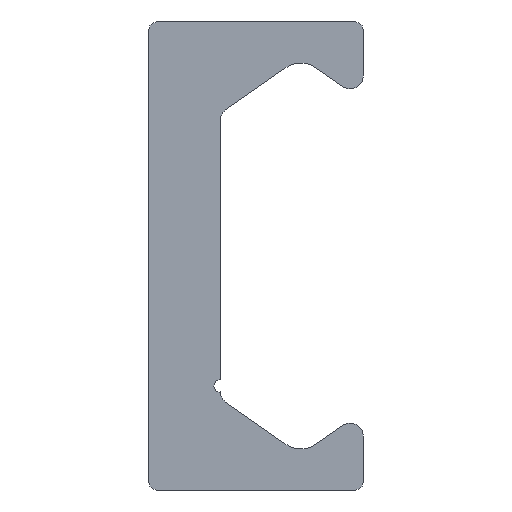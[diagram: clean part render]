
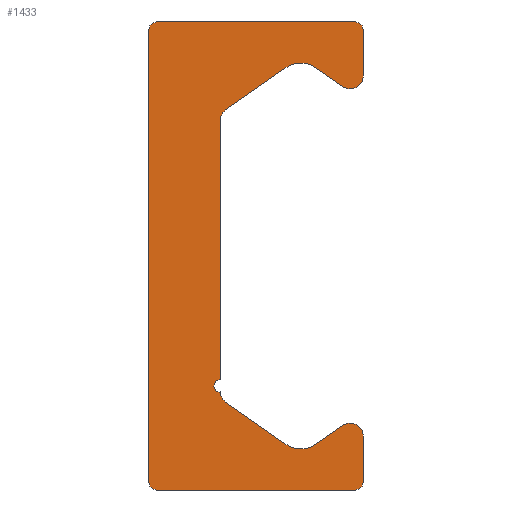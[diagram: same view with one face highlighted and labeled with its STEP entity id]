
A CAD part, left-side view. The second image highlights one B-rep face of the part: STEP entity #1433.
In plain terms, the highlighted planar face has unit normal (-1, 0, 0).
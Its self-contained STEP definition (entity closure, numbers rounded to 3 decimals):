
#559=CARTESIAN_POINT('',(0.0,1.375,5.214));
#560=VERTEX_POINT('',#559);
#567=CARTESIAN_POINT('',(0.0,1.375,-4.75));
#568=VERTEX_POINT('',#567);
#569=CARTESIAN_POINT('',(0.0,1.375,5.214));
#570=DIRECTION('',(0.0,0.0,-1.0));
#571=VECTOR('',#570,9.964);
#572=LINE('',#569,#571);
#573=EDGE_CURVE('',#560,#568,#572,.T.);
#724=CARTESIAN_POINT('',(0.0,3.825,-9.));
#725=VERTEX_POINT('',#724);
#732=CARTESIAN_POINT('',(0.0,4.125,-8.7));
#733=VERTEX_POINT('',#732);
#734=CARTESIAN_POINT('',(0.0,3.825,-8.7));
#735=DIRECTION('',(1.0,0.0,0.0));
#736=DIRECTION('',(0.0,0.0,-1.0));
#737=AXIS2_PLACEMENT_3D('',#734,#735,#736);
#738=CIRCLE('',#737,0.3);
#739=EDGE_CURVE('',#725,#733,#738,.T.);
#763=CARTESIAN_POINT('',(0.0,-3.825,-9.));
#764=VERTEX_POINT('',#763);
#771=CARTESIAN_POINT('',(0.0,-3.825,-9.));
#772=DIRECTION('',(0.0,1.0,0.0));
#773=VECTOR('',#772,7.65);
#774=LINE('',#771,#773);
#775=EDGE_CURVE('',#764,#725,#774,.T.);
#795=CARTESIAN_POINT('',(0.0,-4.125,-8.7));
#796=VERTEX_POINT('',#795);
#803=CARTESIAN_POINT('',(0.0,-3.825,-8.7));
#804=DIRECTION('',(1.0,0.0,0.0));
#805=DIRECTION('',(0.0,-1.0,0.0));
#806=AXIS2_PLACEMENT_3D('',#803,#804,#805);
#807=CIRCLE('',#806,0.3);
#808=EDGE_CURVE('',#796,#764,#807,.T.);
#827=CARTESIAN_POINT('',(0.0,-4.125,-6.925));
#828=VERTEX_POINT('',#827);
#835=CARTESIAN_POINT('',(0.0,-4.125,-6.925));
#836=DIRECTION('',(0.0,0.0,-1.0));
#837=VECTOR('',#836,1.775);
#838=LINE('',#835,#837);
#839=EDGE_CURVE('',#828,#796,#838,.T.);
#859=CARTESIAN_POINT('',(0.0,-3.338,-6.515));
#860=VERTEX_POINT('',#859);
#867=CARTESIAN_POINT('',(0.0,-3.625,-6.925));
#868=DIRECTION('',(1.0,0.0,0.0));
#869=DIRECTION('',(0.0,0.574,0.819));
#870=AXIS2_PLACEMENT_3D('',#867,#868,#869);
#871=CIRCLE('',#870,0.5);
#872=EDGE_CURVE('',#860,#828,#871,.T.);
#891=CARTESIAN_POINT('',(0.0,-2.299,-7.243));
#892=VERTEX_POINT('',#891);
#899=CARTESIAN_POINT('',(0.0,-2.299,-7.243));
#900=DIRECTION('',(0.0,-0.819,0.574));
#901=VECTOR('',#900,1.269);
#902=LINE('',#899,#901);
#903=EDGE_CURVE('',#892,#860,#902,.T.);
#923=CARTESIAN_POINT('',(0.0,-1.151,-7.243));
#924=VERTEX_POINT('',#923);
#931=CARTESIAN_POINT('',(0.0,-1.725,-6.424));
#932=DIRECTION('',(-1.0,0.0,0.0));
#933=DIRECTION('',(0.0,0.574,0.819));
#934=AXIS2_PLACEMENT_3D('',#931,#932,#933);
#935=CIRCLE('',#934,1.0);
#936=EDGE_CURVE('',#924,#892,#935,.T.);
#955=CARTESIAN_POINT('',(0.0,1.162,-5.624));
#956=VERTEX_POINT('',#955);
#963=CARTESIAN_POINT('',(0.0,1.162,-5.624));
#964=DIRECTION('',(0.0,-0.819,-0.574));
#965=VECTOR('',#964,2.824);
#966=LINE('',#963,#965);
#967=EDGE_CURVE('',#956,#924,#966,.T.);
#987=CARTESIAN_POINT('',(0.0,1.375,-5.214));
#988=VERTEX_POINT('',#987);
#995=CARTESIAN_POINT('',(0.0,0.875,-5.214));
#996=DIRECTION('',(-1.0,0.0,0.0));
#997=DIRECTION('',(0.0,-0.574,0.819));
#998=AXIS2_PLACEMENT_3D('',#995,#996,#997);
#999=CIRCLE('',#998,0.5);
#1000=EDGE_CURVE('',#988,#956,#999,.T.);
#1019=CARTESIAN_POINT('',(0.0,1.375,-5.25));
#1020=VERTEX_POINT('',#1019);
#1027=CARTESIAN_POINT('',(0.0,1.375,-5.25));
#1028=DIRECTION('',(0.0,0.0,1.0));
#1029=VECTOR('',#1028,0.036);
#1030=LINE('',#1027,#1029);
#1031=EDGE_CURVE('',#1020,#988,#1030,.T.);
#1058=CARTESIAN_POINT('',(0.0,1.375,-5.0));
#1059=DIRECTION('',(-1.0,0.0,0.0));
#1060=DIRECTION('',(0.0,0.0,1.0));
#1061=AXIS2_PLACEMENT_3D('',#1058,#1059,#1060);
#1062=CIRCLE('',#1061,0.25);
#1063=EDGE_CURVE('',#568,#1020,#1062,.T.);
#1083=CARTESIAN_POINT('',(0.0,1.162,5.624));
#1084=VERTEX_POINT('',#1083);
#1091=CARTESIAN_POINT('',(0.0,0.875,5.214));
#1092=DIRECTION('',(-1.0,0.0,0.0));
#1093=DIRECTION('',(0.0,-1.0,0.0));
#1094=AXIS2_PLACEMENT_3D('',#1091,#1092,#1093);
#1095=CIRCLE('',#1094,0.5);
#1096=EDGE_CURVE('',#1084,#560,#1095,.T.);
#1115=CARTESIAN_POINT('',(0.0,-1.151,7.243));
#1116=VERTEX_POINT('',#1115);
#1123=CARTESIAN_POINT('',(0.0,-1.151,7.243));
#1124=DIRECTION('',(0.0,0.819,-0.574));
#1125=VECTOR('',#1124,2.824);
#1126=LINE('',#1123,#1125);
#1127=EDGE_CURVE('',#1116,#1084,#1126,.T.);
#1147=CARTESIAN_POINT('',(0.0,-2.299,7.243));
#1148=VERTEX_POINT('',#1147);
#1155=CARTESIAN_POINT('',(0.0,-1.725,6.424));
#1156=DIRECTION('',(-1.0,0.0,0.0));
#1157=DIRECTION('',(0.0,-0.574,-0.819));
#1158=AXIS2_PLACEMENT_3D('',#1155,#1156,#1157);
#1159=CIRCLE('',#1158,1.0);
#1160=EDGE_CURVE('',#1148,#1116,#1159,.T.);
#1179=CARTESIAN_POINT('',(0.0,-3.338,6.515));
#1180=VERTEX_POINT('',#1179);
#1187=CARTESIAN_POINT('',(0.0,-3.338,6.515));
#1188=DIRECTION('',(0.0,0.819,0.574));
#1189=VECTOR('',#1188,1.269);
#1190=LINE('',#1187,#1189);
#1191=EDGE_CURVE('',#1180,#1148,#1190,.T.);
#1211=CARTESIAN_POINT('',(0.0,-4.125,6.925));
#1212=VERTEX_POINT('',#1211);
#1219=CARTESIAN_POINT('',(0.0,-3.625,6.925));
#1220=DIRECTION('',(1.0,0.0,0.0));
#1221=DIRECTION('',(0.0,-1.0,0.0));
#1222=AXIS2_PLACEMENT_3D('',#1219,#1220,#1221);
#1223=CIRCLE('',#1222,0.5);
#1224=EDGE_CURVE('',#1212,#1180,#1223,.T.);
#1243=CARTESIAN_POINT('',(0.0,-4.125,8.7));
#1244=VERTEX_POINT('',#1243);
#1251=CARTESIAN_POINT('',(0.0,-4.125,8.7));
#1252=DIRECTION('',(0.0,0.0,-1.0));
#1253=VECTOR('',#1252,1.775);
#1254=LINE('',#1251,#1253);
#1255=EDGE_CURVE('',#1244,#1212,#1254,.T.);
#1275=CARTESIAN_POINT('',(0.0,-3.825,9.));
#1276=VERTEX_POINT('',#1275);
#1283=CARTESIAN_POINT('',(0.0,-3.825,8.7));
#1284=DIRECTION('',(1.0,0.0,0.0));
#1285=DIRECTION('',(0.0,0.0,1.0));
#1286=AXIS2_PLACEMENT_3D('',#1283,#1284,#1285);
#1287=CIRCLE('',#1286,0.3);
#1288=EDGE_CURVE('',#1276,#1244,#1287,.T.);
#1307=CARTESIAN_POINT('',(0.0,3.825,9.));
#1308=VERTEX_POINT('',#1307);
#1315=CARTESIAN_POINT('',(0.0,3.825,9.));
#1316=DIRECTION('',(0.0,-1.0,0.0));
#1317=VECTOR('',#1316,7.65);
#1318=LINE('',#1315,#1317);
#1319=EDGE_CURVE('',#1308,#1276,#1318,.T.);
#1339=CARTESIAN_POINT('',(0.0,4.125,8.7));
#1340=VERTEX_POINT('',#1339);
#1347=CARTESIAN_POINT('',(0.0,3.825,8.7));
#1348=DIRECTION('',(1.0,0.0,0.0));
#1349=DIRECTION('',(0.0,1.0,0.0));
#1350=AXIS2_PLACEMENT_3D('',#1347,#1348,#1349);
#1351=CIRCLE('',#1350,0.3);
#1352=EDGE_CURVE('',#1340,#1308,#1351,.T.);
#1370=CARTESIAN_POINT('',(0.0,4.125,-8.7));
#1371=DIRECTION('',(0.0,0.0,1.0));
#1372=VECTOR('',#1371,17.4);
#1373=LINE('',#1370,#1372);
#1374=EDGE_CURVE('',#733,#1340,#1373,.T.);
#1404=CARTESIAN_POINT('',(0.0,0.856,-0.029));
#1405=DIRECTION('',(1.0,0.0,0.0));
#1406=DIRECTION('',(0.0,0.0,-1.0));
#1407=AXIS2_PLACEMENT_3D('',#1404,#1405,#1406);
#1408=PLANE('',#1407);
#1409=ORIENTED_EDGE('',*,*,#1374,.F.);
#1410=ORIENTED_EDGE('',*,*,#739,.F.);
#1411=ORIENTED_EDGE('',*,*,#775,.F.);
#1412=ORIENTED_EDGE('',*,*,#808,.F.);
#1413=ORIENTED_EDGE('',*,*,#839,.F.);
#1414=ORIENTED_EDGE('',*,*,#872,.F.);
#1415=ORIENTED_EDGE('',*,*,#903,.F.);
#1416=ORIENTED_EDGE('',*,*,#936,.F.);
#1417=ORIENTED_EDGE('',*,*,#967,.F.);
#1418=ORIENTED_EDGE('',*,*,#1000,.F.);
#1419=ORIENTED_EDGE('',*,*,#1031,.F.);
#1420=ORIENTED_EDGE('',*,*,#1063,.F.);
#1421=ORIENTED_EDGE('',*,*,#573,.F.);
#1422=ORIENTED_EDGE('',*,*,#1096,.F.);
#1423=ORIENTED_EDGE('',*,*,#1127,.F.);
#1424=ORIENTED_EDGE('',*,*,#1160,.F.);
#1425=ORIENTED_EDGE('',*,*,#1191,.F.);
#1426=ORIENTED_EDGE('',*,*,#1224,.F.);
#1427=ORIENTED_EDGE('',*,*,#1255,.F.);
#1428=ORIENTED_EDGE('',*,*,#1288,.F.);
#1429=ORIENTED_EDGE('',*,*,#1319,.F.);
#1430=ORIENTED_EDGE('',*,*,#1352,.F.);
#1431=EDGE_LOOP('',(#1409,#1410,#1411,#1412,#1413,#1414,#1415,#1416,#1417,#1418,#1419,#1420,#1421,#1422,#1423,#1424,#1425,#1426,#1427,#1428,#1429,#1430));
#1432=FACE_OUTER_BOUND('',#1431,.T.);
#1433=ADVANCED_FACE('',(#1432),#1408,.F.);
